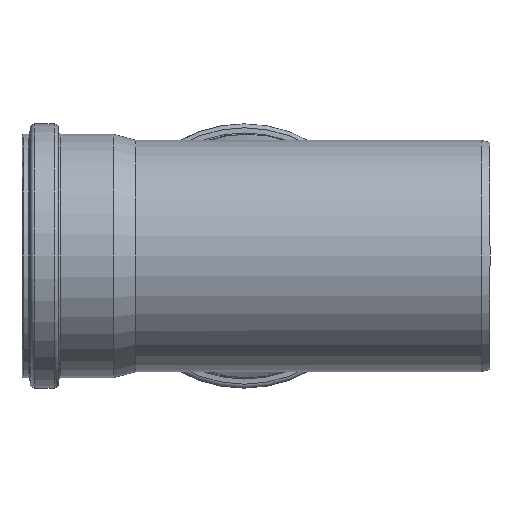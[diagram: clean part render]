
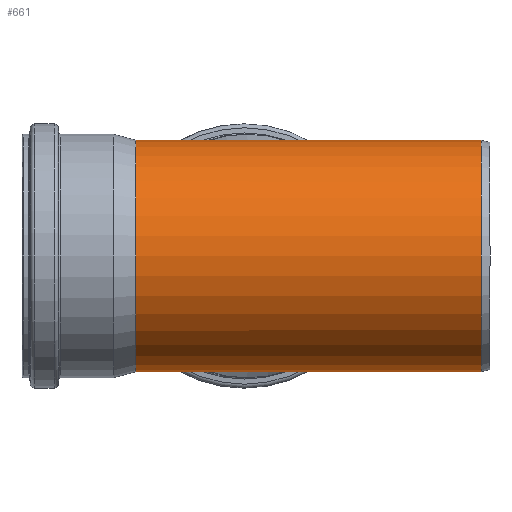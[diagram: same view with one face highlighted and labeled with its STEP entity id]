
A CAD part, left-side view. The second image highlights one B-rep face of the part: STEP entity #661.
In plain terms, the highlighted cylindrical face has radius 80.2 mm (diameter 160.4 mm), a full revolution.
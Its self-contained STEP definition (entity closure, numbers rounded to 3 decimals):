
#53=FACE_BOUND('',#256,.T.);
#110=CIRCLE('',#727,80.2);
#111=CIRCLE('',#728,80.2);
#165=CYLINDRICAL_SURFACE('',#726,80.2);
#183=ELLIPSE('',#719,117.496,80.2);
#185=ELLIPSE('',#721,112.357,80.2);
#186=ELLIPSE('',#722,117.496,80.2);
#195=FACE_OUTER_BOUND('',#255,.T.);
#255=EDGE_LOOP('',(#532));
#256=EDGE_LOOP('',(#533,#534,#535,#536,#537,#538));
#369=B_SPLINE_CURVE_WITH_KNOTS('',3,(#1168,#1169,#1170,#1171,#1172,#1173,
#1174,#1175,#1176,#1177),.UNSPECIFIED.,.F.,.F.,(4,2,2,2,4),(0.,0.041,
0.059,0.07,0.074),.UNSPECIFIED.);
#371=B_SPLINE_CURVE_WITH_KNOTS('',3,(#1188,#1189,#1190,#1191,#1192,#1193,
#1194,#1195,#1196,#1197,#1198,#1199),.UNSPECIFIED.,.F.,.F.,(4,2,2,2,2,4),
(2.289,2.295,2.324,2.362,2.425,
2.507),.UNSPECIFIED.);
#377=VERTEX_POINT('',#1147);
#378=VERTEX_POINT('',#1167);
#379=VERTEX_POINT('',#1178);
#380=VERTEX_POINT('',#1187);
#382=VERTEX_POINT('',#1265);
#383=VERTEX_POINT('',#1338);
#384=VERTEX_POINT('',#1381);
#442=EDGE_CURVE('',#378,#377,#369,.T.);
#444=EDGE_CURVE('',#380,#379,#371,.T.);
#448=EDGE_CURVE('',#382,#377,#183,.T.);
#450=EDGE_CURVE('',#383,#382,#185,.T.);
#451=EDGE_CURVE('',#380,#383,#186,.T.);
#454=EDGE_CURVE('',#384,#384,#110,.T.);
#455=EDGE_CURVE('',#378,#379,#111,.T.);
#532=ORIENTED_EDGE('',*,*,#454,.T.);
#533=ORIENTED_EDGE('',*,*,#444,.T.);
#534=ORIENTED_EDGE('',*,*,#455,.F.);
#535=ORIENTED_EDGE('',*,*,#442,.T.);
#536=ORIENTED_EDGE('',*,*,#448,.F.);
#537=ORIENTED_EDGE('',*,*,#450,.F.);
#538=ORIENTED_EDGE('',*,*,#451,.F.);
#661=ADVANCED_FACE('',(#195,#53),#165,.T.);
#719=AXIS2_PLACEMENT_3D('',#1267,#841,#842);
#721=AXIS2_PLACEMENT_3D('',#1340,#845,#846);
#722=AXIS2_PLACEMENT_3D('',#1376,#847,#848);
#726=AXIS2_PLACEMENT_3D('',#1380,#855,#856);
#727=AXIS2_PLACEMENT_3D('',#1382,#857,#858);
#728=AXIS2_PLACEMENT_3D('',#1383,#859,#860);
#841=DIRECTION('center_axis',(0.731,-0.683,0.));
#842=DIRECTION('ref_axis',(0.683,0.731,0.));
#845=DIRECTION('center_axis',(0.7,0.714,0.));
#846=DIRECTION('ref_axis',(0.714,-0.7,0.));
#847=DIRECTION('center_axis',(0.731,-0.683,0.));
#848=DIRECTION('ref_axis',(0.683,0.731,0.));
#855=DIRECTION('center_axis',(0.,1.,0.));
#856=DIRECTION('ref_axis',(-1.,0.,0.));
#857=DIRECTION('center_axis',(0.,1.,0.));
#858=DIRECTION('ref_axis',(1.,0.,0.));
#859=DIRECTION('center_axis',(0.,1.,0.));
#860=DIRECTION('ref_axis',(1.,0.,0.));
#1147=CARTESIAN_POINT('',(75.642,245.087,-26.653));
#1167=CARTESIAN_POINT('',(75.431,245.311,-27.245));
#1168=CARTESIAN_POINT('Ctrl Pts',(75.431,245.311,-27.245));
#1169=CARTESIAN_POINT('Ctrl Pts',(75.477,245.311,-27.117));
#1170=CARTESIAN_POINT('Ctrl Pts',(75.525,245.3,-26.982));
#1171=CARTESIAN_POINT('Ctrl Pts',(75.582,245.248,-26.822));
#1172=CARTESIAN_POINT('Ctrl Pts',(75.599,245.225,-26.773));
#1173=CARTESIAN_POINT('Ctrl Pts',(75.623,245.171,-26.706));
#1174=CARTESIAN_POINT('Ctrl Pts',(75.631,245.146,-26.683));
#1175=CARTESIAN_POINT('Ctrl Pts',(75.639,245.106,-26.662));
#1176=CARTESIAN_POINT('Ctrl Pts',(75.64,245.097,-26.657));
#1177=CARTESIAN_POINT('Ctrl Pts',(75.642,245.087,-26.653));
#1178=CARTESIAN_POINT('',(75.431,245.311,27.245));
#1187=CARTESIAN_POINT('',(75.642,245.087,26.653));
#1188=CARTESIAN_POINT('Ctrl Pts',(75.642,245.087,26.653));
#1189=CARTESIAN_POINT('Ctrl Pts',(75.641,245.092,26.655));
#1190=CARTESIAN_POINT('Ctrl Pts',(75.64,245.097,26.657));
#1191=CARTESIAN_POINT('Ctrl Pts',(75.635,245.13,26.673));
#1192=CARTESIAN_POINT('Ctrl Pts',(75.628,245.154,26.691));
#1193=CARTESIAN_POINT('Ctrl Pts',(75.611,245.203,26.741));
#1194=CARTESIAN_POINT('Ctrl Pts',(75.599,245.224,26.775));
#1195=CARTESIAN_POINT('Ctrl Pts',(75.566,245.267,26.868));
#1196=CARTESIAN_POINT('Ctrl Pts',(75.542,245.284,26.933));
#1197=CARTESIAN_POINT('Ctrl Pts',(75.491,245.307,27.077));
#1198=CARTESIAN_POINT('Ctrl Pts',(75.46,245.311,27.163));
#1199=CARTESIAN_POINT('Ctrl Pts',(75.431,245.311,27.245));
#1265=CARTESIAN_POINT('',(0.,164.1,-80.2));
#1267=CARTESIAN_POINT('Origin',(0.,164.1,0.));
#1338=CARTESIAN_POINT('',(0.,164.1,80.2));
#1340=CARTESIAN_POINT('Origin',(0.,164.1,0.));
#1376=CARTESIAN_POINT('Origin',(0.,164.1,0.));
#1380=CARTESIAN_POINT('Origin',(0.,244.622,
0.));
#1381=CARTESIAN_POINT('',(-80.2,6.,0.));
#1382=CARTESIAN_POINT('Origin',(0.,6.,
0.));
#1383=CARTESIAN_POINT('Origin',(0.,245.311,
0.));
